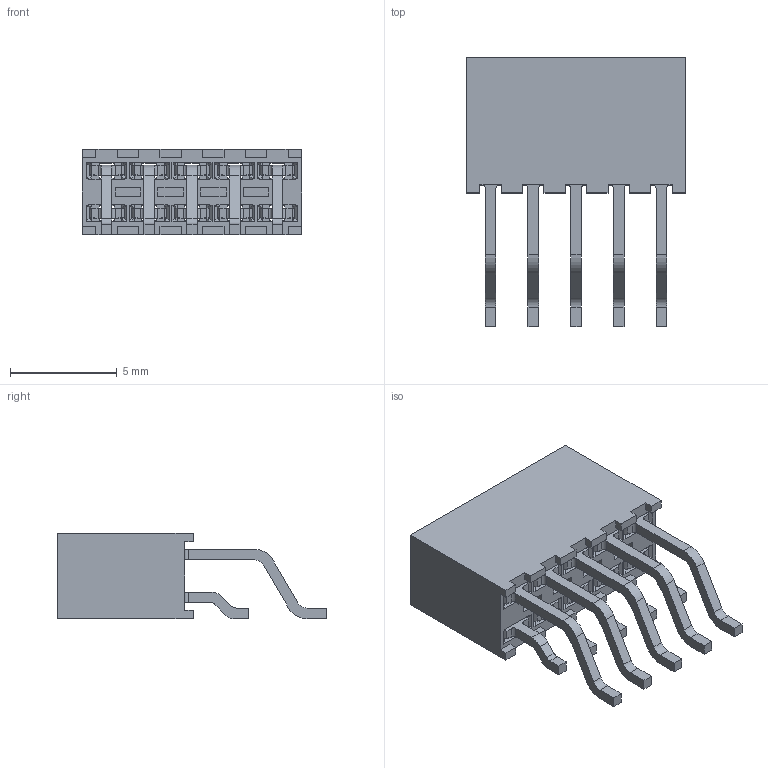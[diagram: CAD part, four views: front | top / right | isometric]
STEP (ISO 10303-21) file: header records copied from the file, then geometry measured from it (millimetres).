
FILE_DESCRIPTION(/* description */ (''),/* implementation_level */ '2;1');
FILE_NAME(/* name */ '4160-10-2-2-xx-xx.stp',/* time_stamp */ '2025-10-31T08:12:43+01:00',/* author */ ('andreas.larin'),/* organization */ (''),/* preprocessor_version */ 'ST-DEVELOPER v20',/* originating_system */ 'Autodesk Inventor 2025',/* authorisation */ '');
FILE_SCHEMA (('AUTOMOTIVE_DESIGN { 1 0 10303 214 3 1 1 }'));
Length unit declared in the file: millimetre
Products named in the file (1): 4160-10-2-2-xx-xx
Bounding box: 10.3 x 12.6 x 4 mm (x, y, z)
Volume: 207.5 mm3; surface area: 853 mm2
Topology: 1 solids, 1 shells, 860 faces, 2492 edges, 1628 vertices
Faces by surface type: plane 690, cylinder 150, bspline 20
Entity records: 29257 total; most frequent: CARTESIAN_POINT 5581, ORIENTED_EDGE 4984, DIRECTION 4414, EDGE_CURVE 2492, LINE 2052, VECTOR 2052, VERTEX_POINT 1628, AXIS2_PLACEMENT_3D 1181
